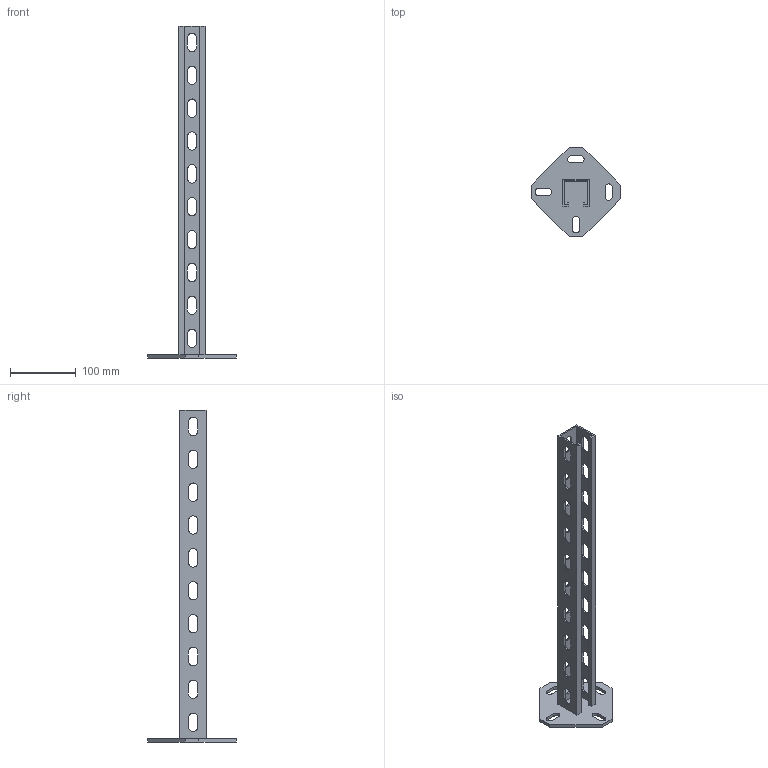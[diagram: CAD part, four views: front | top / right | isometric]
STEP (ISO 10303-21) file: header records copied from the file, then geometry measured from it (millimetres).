
FILE_DESCRIPTION (( 'STEP AP214' ), '1' );
FILE_NAME ('6342786.STEP', '2019-12-02T10:57:16', ( '' ), ( '' ), 'SwSTEP 2.0', 'SolidWorks 2018', '' );
FILE_SCHEMA (( 'AUTOMOTIVE_DESIGN' ));
Length unit declared in the file: millimetre
Products named in the file (3): 026840_L=0500; 055764_H=31,5; 6342786
Assembly tree (2 placements, depth 2):
  6342786
    055764_H=31,5
    026840_L=0500
Bounding box: 134.35 x 134.35 x 505 mm (x, y, z)
Volume: 200774 mm3; surface area: 151180.5 mm2
Topology: 2 solids, 2 shells, 220 faces, 648 edges, 432 vertices
Faces by surface type: plane 120, cylinder 100
Entity records: 7618 total; most frequent: CARTESIAN_POINT 1305, DIRECTION 1298, ORIENTED_EDGE 1296, EDGE_CURVE 648, VECTOR 448, LINE 448, VERTEX_POINT 432, AXIS2_PLACEMENT_3D 425
